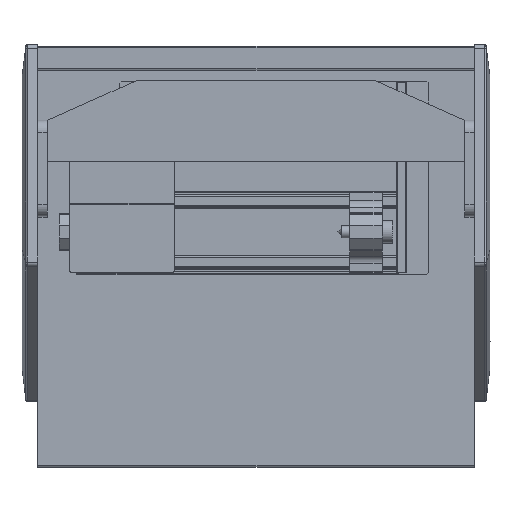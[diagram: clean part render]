
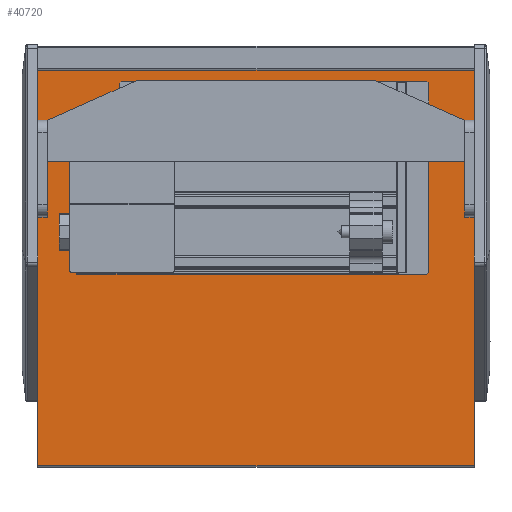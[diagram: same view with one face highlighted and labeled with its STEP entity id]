
A CAD part, top view. The second image highlights one B-rep face of the part: STEP entity #40720.
In plain terms, the highlighted face is planar.
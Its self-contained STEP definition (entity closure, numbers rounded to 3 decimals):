
#2987=FACE_OUTER_BOUND('',#5094,.T.);
#5094=EDGE_LOOP('',(#33687,#33688,#33689,#33690,#33691,#33692,#33693,#33694,
#33695,#33696,#33697,#33698,#33699,#33700));
#8438=LINE('',#65080,#13366);
#9207=LINE('',#66618,#14135);
#9221=LINE('',#66793,#14149);
#9225=LINE('',#66805,#14153);
#9237=LINE('',#67008,#14165);
#9238=LINE('',#67010,#14166);
#9239=LINE('',#67012,#14167);
#9240=LINE('',#67013,#14168);
#9241=LINE('',#67015,#14169);
#9242=LINE('',#67017,#14170);
#9243=LINE('',#67018,#14171);
#9244=LINE('',#67019,#14172);
#9245=LINE('',#67021,#14173);
#9246=LINE('',#67022,#14174);
#13366=VECTOR('',#51426,1000.);
#14135=VECTOR('',#52199,1000.);
#14149=VECTOR('',#52249,1000.);
#14153=VECTOR('',#52257,1000.);
#14165=VECTOR('',#52279,1000.);
#14166=VECTOR('',#52280,1000.);
#14167=VECTOR('',#52281,1000.);
#14168=VECTOR('',#52282,1000.);
#14169=VECTOR('',#52283,1000.);
#14170=VECTOR('',#52284,1000.);
#14171=VECTOR('',#52285,1000.);
#14172=VECTOR('',#52286,1000.);
#14173=VECTOR('',#52287,1000.);
#14174=VECTOR('',#52288,1000.);
#18142=VERTEX_POINT('',#65077);
#18143=VERTEX_POINT('',#65079);
#18908=VERTEX_POINT('',#66614);
#18910=VERTEX_POINT('',#66617);
#18931=VERTEX_POINT('',#66792);
#18936=VERTEX_POINT('',#66802);
#18937=VERTEX_POINT('',#66804);
#18949=VERTEX_POINT('',#67006);
#18950=VERTEX_POINT('',#67007);
#18951=VERTEX_POINT('',#67009);
#18952=VERTEX_POINT('',#67011);
#18953=VERTEX_POINT('',#67014);
#18954=VERTEX_POINT('',#67016);
#18955=VERTEX_POINT('',#67020);
#23313=EDGE_CURVE('',#18142,#18143,#8438,.T.);
#24082=EDGE_CURVE('',#18910,#18908,#9207,.T.);
#24114=EDGE_CURVE('',#18931,#18143,#9221,.T.);
#24120=EDGE_CURVE('',#18937,#18936,#9225,.T.);
#24137=EDGE_CURVE('',#18949,#18950,#9237,.T.);
#24138=EDGE_CURVE('',#18950,#18951,#9238,.T.);
#24139=EDGE_CURVE('',#18951,#18952,#9239,.T.);
#24140=EDGE_CURVE('',#18952,#18937,#9240,.T.);
#24141=EDGE_CURVE('',#18936,#18953,#9241,.T.);
#24142=EDGE_CURVE('',#18953,#18954,#9242,.T.);
#24143=EDGE_CURVE('',#18954,#18931,#9243,.T.);
#24144=EDGE_CURVE('',#18142,#18910,#9244,.T.);
#24145=EDGE_CURVE('',#18908,#18955,#9245,.T.);
#24146=EDGE_CURVE('',#18955,#18949,#9246,.T.);
#33687=ORIENTED_EDGE('',*,*,#24137,.T.);
#33688=ORIENTED_EDGE('',*,*,#24138,.T.);
#33689=ORIENTED_EDGE('',*,*,#24139,.T.);
#33690=ORIENTED_EDGE('',*,*,#24140,.T.);
#33691=ORIENTED_EDGE('',*,*,#24120,.T.);
#33692=ORIENTED_EDGE('',*,*,#24141,.T.);
#33693=ORIENTED_EDGE('',*,*,#24142,.T.);
#33694=ORIENTED_EDGE('',*,*,#24143,.T.);
#33695=ORIENTED_EDGE('',*,*,#24114,.T.);
#33696=ORIENTED_EDGE('',*,*,#23313,.F.);
#33697=ORIENTED_EDGE('',*,*,#24144,.T.);
#33698=ORIENTED_EDGE('',*,*,#24082,.T.);
#33699=ORIENTED_EDGE('',*,*,#24145,.T.);
#33700=ORIENTED_EDGE('',*,*,#24146,.T.);
#38691=PLANE('',#43828);
#40720=ADVANCED_FACE('',(#2987),#38691,.T.);
#43828=AXIS2_PLACEMENT_3D('',#67005,#52277,#52278);
#51426=DIRECTION('',(1.,0.,0.));
#52199=DIRECTION('',(1.,0.,0.));
#52249=DIRECTION('',(-1.,0.,0.));
#52257=DIRECTION('',(-1.,0.,0.));
#52277=DIRECTION('center_axis',(0.,1.,0.));
#52278=DIRECTION('ref_axis',(0.,0.,1.));
#52279=DIRECTION('',(1.,0.,0.));
#52280=DIRECTION('',(0.,0.,1.));
#52281=DIRECTION('',(1.,0.,0.));
#52282=DIRECTION('',(0.,0.,-1.));
#52283=DIRECTION('',(0.,0.,1.));
#52284=DIRECTION('',(-1.,0.,0.));
#52285=DIRECTION('',(0.,0.,-1.));
#52286=DIRECTION('',(0.,0.,1.));
#52287=DIRECTION('',(1.,0.,0.));
#52288=DIRECTION('',(0.,0.,-1.));
#65077=CARTESIAN_POINT('',(-307.499,73.711,-544.));
#65079=CARTESIAN_POINT('',(-203.551,73.711,-544.));
#65080=CARTESIAN_POINT('',(-309.66,73.711,-544.));
#66614=CARTESIAN_POINT('',(-203.551,73.711,0.));
#66617=CARTESIAN_POINT('',(-307.499,73.711,0.));
#66618=CARTESIAN_POINT('',(-307.499,73.711,0.));
#66792=CARTESIAN_POINT('',(2.2,73.711,-544.));
#66793=CARTESIAN_POINT('',(-222.432,73.711,-544.));
#66802=CARTESIAN_POINT('',(122.2,73.711,-544.));
#66804=CARTESIAN_POINT('',(212.42,73.711,-544.));
#66805=CARTESIAN_POINT('',(-222.432,73.711,-544.));
#67005=CARTESIAN_POINT('Origin',(-307.499,73.711,-1073.079));
#67006=CARTESIAN_POINT('',(2.2,73.711,-12.));
#67007=CARTESIAN_POINT('',(122.2,73.711,-12.));
#67008=CARTESIAN_POINT('',(-307.499,73.711,-12.));
#67009=CARTESIAN_POINT('',(122.2,73.711,0.));
#67010=CARTESIAN_POINT('',(122.2,73.711,-1073.079));
#67011=CARTESIAN_POINT('',(212.42,73.711,0.));
#67012=CARTESIAN_POINT('',(-307.499,73.711,0.));
#67013=CARTESIAN_POINT('',(212.42,73.711,-1073.079));
#67014=CARTESIAN_POINT('',(122.2,73.711,-532.));
#67015=CARTESIAN_POINT('',(122.2,73.711,-1073.079));
#67016=CARTESIAN_POINT('',(2.2,73.711,-532.));
#67017=CARTESIAN_POINT('',(-307.499,73.711,-532.));
#67018=CARTESIAN_POINT('',(2.2,73.711,-1073.079));
#67019=CARTESIAN_POINT('',(-307.499,73.711,-1073.079));
#67020=CARTESIAN_POINT('',(2.2,73.711,0.));
#67021=CARTESIAN_POINT('',(-307.499,73.711,0.));
#67022=CARTESIAN_POINT('',(2.2,73.711,-1073.079));
